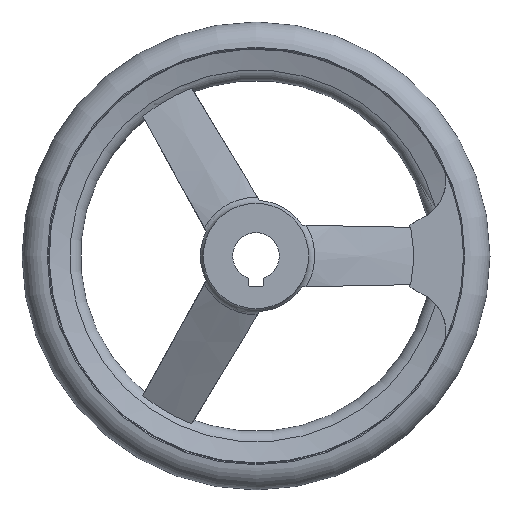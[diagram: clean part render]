
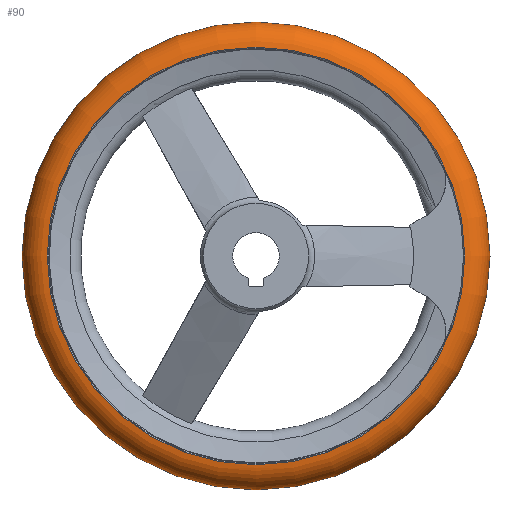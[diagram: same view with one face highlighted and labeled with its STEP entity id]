
A CAD part, front view. The second image highlights one B-rep face of the part: STEP entity #90.
In plain terms, the highlighted toroidal (fillet/blend) face has major radius 71 mm and minor radius 9 mm.
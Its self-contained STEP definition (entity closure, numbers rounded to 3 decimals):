
#90 = ADVANCED_FACE( '', ( #213, #214, #215 ), #216, .T. );
#213 = FACE_BOUND( '', #414, .T. );
#214 = FACE_OUTER_BOUND( '', #415, .T. );
#215 = FACE_OUTER_BOUND( '', #416, .T. );
#216 = TOROIDAL_SURFACE( '', #417, 71., 9. );
#414 = VERTEX_LOOP( '', #635 );
#415 = EDGE_LOOP( '', ( #636 ) );
#416 = EDGE_LOOP( '', ( #637 ) );
#417 = AXIS2_PLACEMENT_3D( '', #638, #639, #640 );
#635 = VERTEX_POINT( '', #1006 );
#636 = ORIENTED_EDGE( '', *, *, #1007, .T. );
#637 = ORIENTED_EDGE( '', *, *, #1008, .F. );
#638 = CARTESIAN_POINT( '', ( 0., 31., 0. ) );
#639 = DIRECTION( '', ( 0., -1., 0. ) );
#640 = DIRECTION( '', ( 0., 0., -1. ) );
#1006 = CARTESIAN_POINT( '', ( 0., 31., -80. ) );
#1007 = EDGE_CURVE( '', #1210, #1210, #1211, .T. );
#1008 = EDGE_CURVE( '', #1212, #1212, #1213, .T. );
#1210 = VERTEX_POINT( '', #1606 );
#1211 = CIRCLE( '', #1607, 71.375 );
#1212 = VERTEX_POINT( '', #1608 );
#1213 = CIRCLE( '', #1609, 71.375 );
#1606 = CARTESIAN_POINT( '', ( 0., 39.992, -71.375 ) );
#1607 = AXIS2_PLACEMENT_3D( '', #2069, #2070, #2071 );
#1608 = CARTESIAN_POINT( '', ( 0., 22.008, -71.375 ) );
#1609 = AXIS2_PLACEMENT_3D( '', #2072, #2073, #2074 );
#2069 = CARTESIAN_POINT( '', ( 0., 39.992, 0. ) );
#2070 = DIRECTION( '', ( 0., -1., 0. ) );
#2071 = DIRECTION( '', ( 0., 0., -1. ) );
#2072 = CARTESIAN_POINT( '', ( 0., 22.008, 0. ) );
#2073 = DIRECTION( '', ( 0., -1., 0. ) );
#2074 = DIRECTION( '', ( 0., 0., -1. ) );
